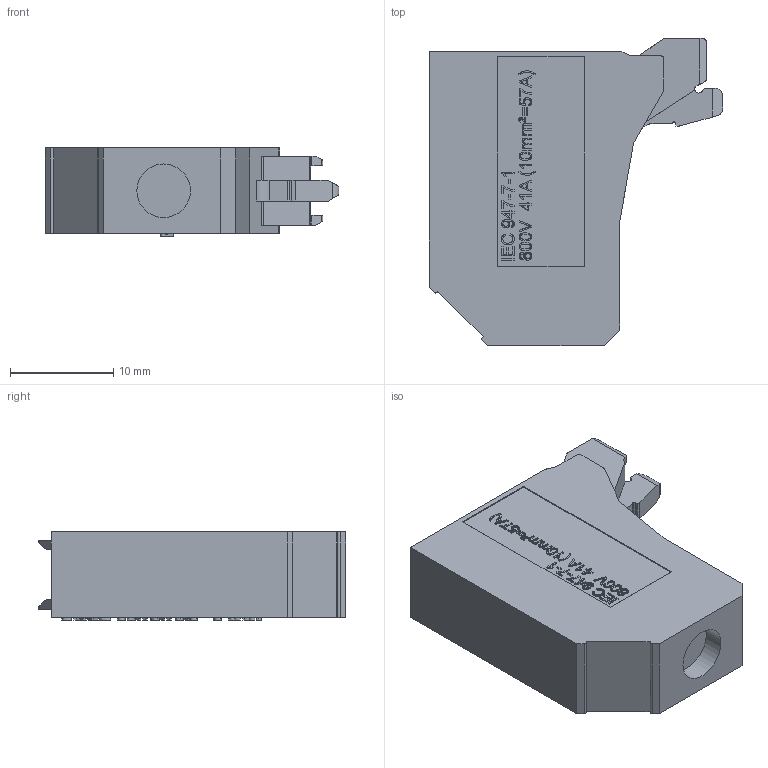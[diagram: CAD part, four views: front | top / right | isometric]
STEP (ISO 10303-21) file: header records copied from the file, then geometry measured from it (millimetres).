
FILE_DESCRIPTION(/* description */ (''),/* implementation_level */ '2;1');
FILE_NAME(/* name */ 'Vereinfacht_GEHÄUSE SMAG 35-16-10-6 BEIGE_V1.stp',/* time_stamp */ '2023-08-08T09:56:43+02:00',/* author */ (''),/* organization */ (''),/* preprocessor_version */ 'ST-DEVELOPER v19.3',/* originating_system */ 'SIEMENS PLM Software NX2212.1700',/* authorisation */ '');
FILE_SCHEMA (('AUTOMOTIVE_DESIGN { 1 0 10303 214 3 1 1 1 }'));
Length unit declared in the file: millimetre
Products named in the file (1): Vereinfacht_GEHÄUSE SMAG 35-16-10-6 BEIGE_V1
Bounding box: 28.5 x 29.8 x 8.55 mm (x, y, z)
Volume: 4589.4 mm3; surface area: 2126.2 mm2
Topology: 1 solids, 1 shells, 582 faces, 1507 edges, 1005 vertices
Faces by surface type: plane 408, extrusion 141, cylinder 33
Full cylindrical faces by diameter (mm): 5.2 x1
Entity records: 21423 total; most frequent: CARTESIAN_POINT 8334, ORIENTED_EDGE 3010, DIRECTION 1956, EDGE_CURVE 1505, VERTEX_POINT 1004, VECTOR 938, LINE 797, B_SPLINE_CURVE_WITH_KNOTS 783
